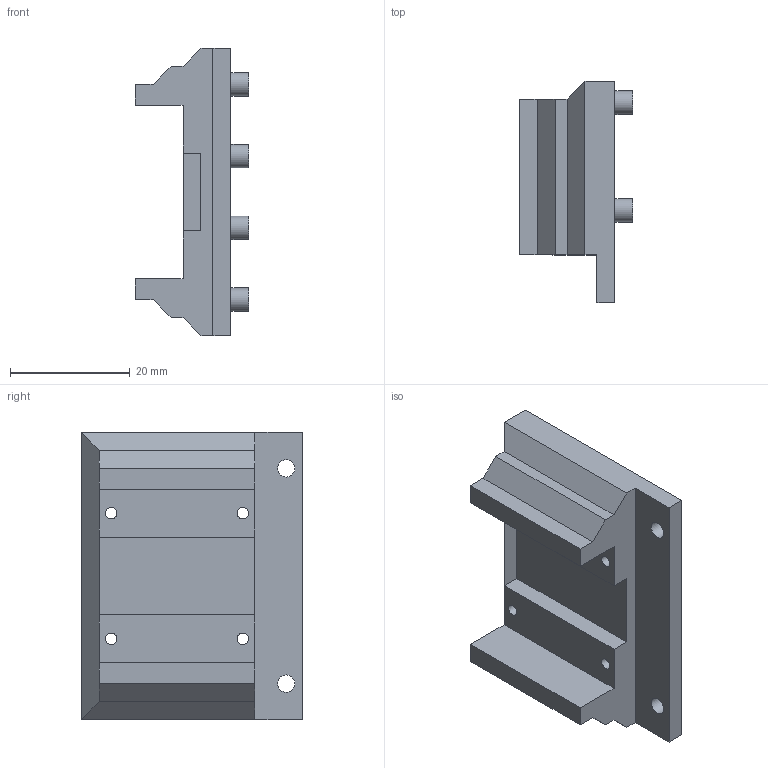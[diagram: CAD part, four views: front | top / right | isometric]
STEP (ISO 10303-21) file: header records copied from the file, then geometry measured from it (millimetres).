
FILE_DESCRIPTION(/* description */ (''),/* implementation_level */ '2;1');
FILE_NAME(/* name */ 'servo_cover_screen.step',/* time_stamp */ '2021-12-13T01:37:13+01:00',/* author */ (''),/* organization */ (''),/* preprocessor_version */ 'ST-DEVELOPER v18.1',/* originating_system */ 'Autodesk Translation Framework v10.10.0.1391',/* authorisation */ '');
FILE_SCHEMA (('AUTOMOTIVE_DESIGN { 1 0 10303 214 3 1 1 }'));
Length unit declared in the file: millimetre
Products named in the file (1): servo_cover_screen
Bounding box: 19 x 37 x 48 mm (x, y, z)
Volume: 12973.3 mm3; surface area: 6170.5 mm2
Topology: 1 solids, 1 shells, 50 faces, 112 edges, 72 vertices
Faces by surface type: plane 36, cylinder 14
Full cylindrical faces by diameter (mm): 1.9 x4, 2.9 x2, 3.9 x8
Entity records: 1444 total; most frequent: DIRECTION 242, CARTESIAN_POINT 235, ORIENTED_EDGE 224, EDGE_CURVE 112, LINE 84, VECTOR 84, AXIS2_PLACEMENT_3D 79, VERTEX_POINT 72
